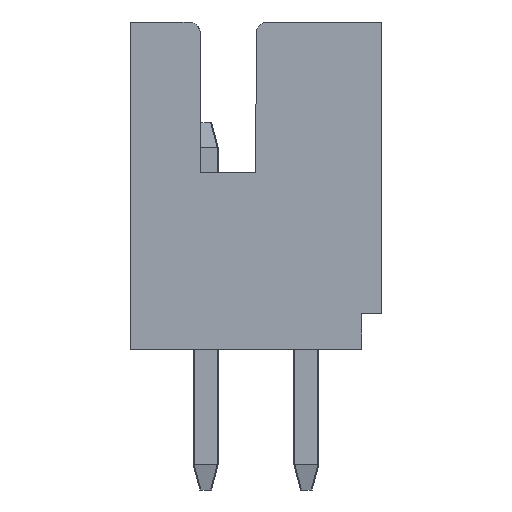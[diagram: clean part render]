
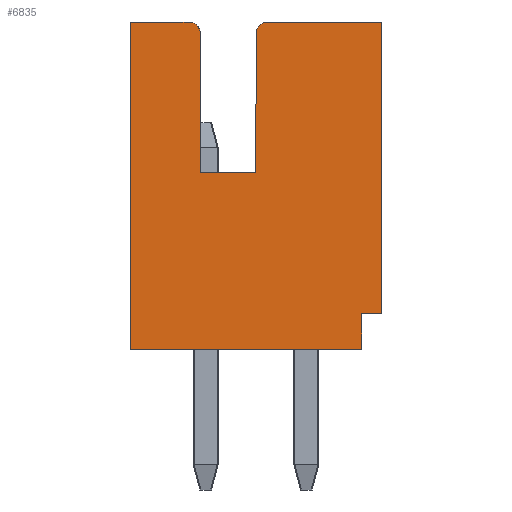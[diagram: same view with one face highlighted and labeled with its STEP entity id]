
A CAD part, left-side view. The second image highlights one B-rep face of the part: STEP entity #6835.
In plain terms, the highlighted planar face has unit normal (-1, 0, 0).
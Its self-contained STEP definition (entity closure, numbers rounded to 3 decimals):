
#105 = AXIS2_PLACEMENT_3D ( 'NONE', #833, #7605, #7513 ) ;
#153 = EDGE_CURVE ( 'NONE', #6724, #7332, #1756, .T. ) ;
#203 = CARTESIAN_POINT ( 'NONE',  ( -6., -2.1, 0.05 ) ) ;
#321 = VECTOR ( 'NONE', #9256, 1000. ) ;
#380 = PLANE ( 'NONE',  #8763 ) ;
#489 = VECTOR ( 'NONE', #8852, 1000. ) ;
#573 = EDGE_CURVE ( 'NONE', #4249, #9167, #6497, .T. ) ;
#664 = ORIENTED_EDGE ( 'NONE', *, *, #573, .F. ) ;
#735 = VERTEX_POINT ( 'NONE', #10465 ) ;
#833 = CARTESIAN_POINT ( 'NONE',  ( -6., 1.35, 6.3 ) ) ;
#922 = ORIENTED_EDGE ( 'NONE', *, *, #4283, .F. ) ;
#999 = VECTOR ( 'NONE', #6278, 1000. ) ;
#1058 = EDGE_CURVE ( 'NONE', #4249, #5948, #1091, .T. ) ;
#1091 = LINE ( 'NONE', #7925, #9987 ) ;
#1324 = CARTESIAN_POINT ( 'NONE',  ( -6., 0., 6.3 ) ) ;
#1629 = VERTEX_POINT ( 'NONE', #5770 ) ;
#1726 = ORIENTED_EDGE ( 'NONE', *, *, #6129, .F. ) ;
#1756 = CIRCLE ( 'NONE', #3021, 0.25 ) ;
#1887 = CARTESIAN_POINT ( 'NONE',  ( -6., -2.5, 6.55 ) ) ;
#1962 = VECTOR ( 'NONE', #3296, 1000. ) ;
#2114 = CARTESIAN_POINT ( 'NONE',  ( -6., 1.1, 3.55 ) ) ;
#2403 = VECTOR ( 'NONE', #7142, 1000. ) ;
#2447 = VECTOR ( 'NONE', #6143, 1000. ) ;
#2510 = LINE ( 'NONE', #5169, #321 ) ;
#2514 = CARTESIAN_POINT ( 'NONE',  ( -6., 1.1, 6.3 ) ) ;
#2632 = CARTESIAN_POINT ( 'NONE',  ( -6., 2.5, 6.55 ) ) ;
#2698 = CARTESIAN_POINT ( 'NONE',  ( -6., -2.5, 0.75 ) ) ;
#2851 = ORIENTED_EDGE ( 'NONE', *, *, #8583, .T. ) ;
#2869 = VECTOR ( 'NONE', #5502, 1000. ) ;
#3021 = AXIS2_PLACEMENT_3D ( 'NONE', #8393, #9280, #9589 ) ;
#3022 = EDGE_CURVE ( 'NONE', #10366, #735, #7319, .T. ) ;
#3094 = VERTEX_POINT ( 'NONE', #6320 ) ;
#3296 = DIRECTION ( 'NONE',  ( 0., -1., 0. ) ) ;
#3320 = LINE ( 'NONE', #203, #489 ) ;
#3351 = EDGE_CURVE ( 'NONE', #10212, #7941, #8770, .T. ) ;
#3467 = ORIENTED_EDGE ( 'NONE', *, *, #4694, .F. ) ;
#3755 = CARTESIAN_POINT ( 'NONE',  ( -6., 2.5, 6.55 ) ) ;
#3820 = LINE ( 'NONE', #9542, #5686 ) ;
#4026 = EDGE_CURVE ( 'NONE', #7332, #10212, #11024, .T. ) ;
#4074 = EDGE_CURVE ( 'NONE', #3094, #5948, #7351, .T. ) ;
#4249 = VERTEX_POINT ( 'NONE', #7456 ) ;
#4283 = EDGE_CURVE ( 'NONE', #6290, #10366, #2510, .T. ) ;
#4475 = ORIENTED_EDGE ( 'NONE', *, *, #4074, .F. ) ;
#4497 = DIRECTION ( 'NONE',  ( 0., 0., -1. ) ) ;
#4532 = DIRECTION ( 'NONE',  ( 0., 1., 0. ) ) ;
#4694 = EDGE_CURVE ( 'NONE', #9167, #6290, #6048, .T. ) ;
#5059 = ORIENTED_EDGE ( 'NONE', *, *, #4026, .F. ) ;
#5169 = CARTESIAN_POINT ( 'NONE',  ( -6., 1.1, 6.55 ) ) ;
#5189 = ORIENTED_EDGE ( 'NONE', *, *, #1058, .T. ) ;
#5502 = DIRECTION ( 'NONE',  ( 0., 1., 0. ) ) ;
#5686 = VECTOR ( 'NONE', #9664, 1000. ) ;
#5770 = CARTESIAN_POINT ( 'NONE',  ( -6., -2.1, 0.75 ) ) ;
#5948 = VERTEX_POINT ( 'NONE', #7580 ) ;
#6048 = CIRCLE ( 'NONE', #105, 0.25 ) ;
#6129 = EDGE_CURVE ( 'NONE', #735, #6724, #9667, .T. ) ;
#6143 = DIRECTION ( 'NONE',  ( 0., 0., -1. ) ) ;
#6278 = DIRECTION ( 'NONE',  ( 0., -1., 0. ) ) ;
#6290 = VERTEX_POINT ( 'NONE', #2514 ) ;
#6320 = CARTESIAN_POINT ( 'NONE',  ( -6., -2.1, 0.05 ) ) ;
#6497 = LINE ( 'NONE', #10091, #8892 ) ;
#6724 = VERTEX_POINT ( 'NONE', #1324 ) ;
#6835 = ADVANCED_FACE ( 'NONE', ( #10648 ), #380, .F. ) ;
#7039 = CARTESIAN_POINT ( 'NONE',  ( -6., -2.5, 6.55 ) ) ;
#7143 = ORIENTED_EDGE ( 'NONE', *, *, #3351, .F. ) ;
#7142 = DIRECTION ( 'NONE',  ( 0., 0., 1. ) ) ;
#7295 = CARTESIAN_POINT ( 'NONE',  ( -6., 0., 6.55 ) ) ;
#7319 = LINE ( 'NONE', #10689, #999 ) ;
#7327 = DIRECTION ( 'NONE',  ( 0., -1., 0. ) ) ;
#7332 = VERTEX_POINT ( 'NONE', #7475 ) ;
#7351 = LINE ( 'NONE', #8090, #2869 ) ;
#7456 = CARTESIAN_POINT ( 'NONE',  ( -6., 2.5, 6.55 ) ) ;
#7475 = CARTESIAN_POINT ( 'NONE',  ( -6., -0.25, 6.55 ) ) ;
#7513 = DIRECTION ( 'NONE',  ( 0., 0., 1. ) ) ;
#7580 = CARTESIAN_POINT ( 'NONE',  ( -6., 2.5, 0.05 ) ) ;
#7605 = DIRECTION ( 'NONE',  ( 1., 0., 0. ) ) ;
#7925 = CARTESIAN_POINT ( 'NONE',  ( -6., 2.5, 6.55 ) ) ;
#7941 = VERTEX_POINT ( 'NONE', #2698 ) ;
#8090 = CARTESIAN_POINT ( 'NONE',  ( -6., 2.5, 0.05 ) ) ;
#8277 = EDGE_CURVE ( 'NONE', #7941, #1629, #3820, .T. ) ;
#8393 = CARTESIAN_POINT ( 'NONE',  ( -6., -0.25, 6.3 ) ) ;
#8583 = EDGE_CURVE ( 'NONE', #3094, #1629, #3320, .T. ) ;
#8763 = AXIS2_PLACEMENT_3D ( 'NONE', #3755, #9703, #4532 ) ;
#8770 = LINE ( 'NONE', #7039, #2447 ) ;
#8852 = DIRECTION ( 'NONE',  ( 0., 0., 1. ) ) ;
#8892 = VECTOR ( 'NONE', #7327, 1000. ) ;
#9167 = VERTEX_POINT ( 'NONE', #9196 ) ;
#9179 = EDGE_LOOP ( 'NONE', ( #3467, #664, #5189, #4475, #2851, #10162, #7143, #5059, #10029, #1726, #9574, #922 ) ) ;
#9196 = CARTESIAN_POINT ( 'NONE',  ( -6., 1.35, 6.55 ) ) ;
#9256 = DIRECTION ( 'NONE',  ( 0., 0., -1. ) ) ;
#9280 = DIRECTION ( 'NONE',  ( 1., 0., 0. ) ) ;
#9542 = CARTESIAN_POINT ( 'NONE',  ( -6., 2.5, 0.75 ) ) ;
#9574 = ORIENTED_EDGE ( 'NONE', *, *, #3022, .F. ) ;
#9589 = DIRECTION ( 'NONE',  ( 0., 0., 1. ) ) ;
#9664 = DIRECTION ( 'NONE',  ( 0., 1., 0. ) ) ;
#9667 = LINE ( 'NONE', #7295, #2403 ) ;
#9703 = DIRECTION ( 'NONE',  ( 1., 0., 0. ) ) ;
#9987 = VECTOR ( 'NONE', #4497, 1000. ) ;
#10029 = ORIENTED_EDGE ( 'NONE', *, *, #153, .F. ) ;
#10091 = CARTESIAN_POINT ( 'NONE',  ( -6., 2.5, 6.55 ) ) ;
#10162 = ORIENTED_EDGE ( 'NONE', *, *, #8277, .F. ) ;
#10212 = VERTEX_POINT ( 'NONE', #1887 ) ;
#10366 = VERTEX_POINT ( 'NONE', #2114 ) ;
#10465 = CARTESIAN_POINT ( 'NONE',  ( -6., 0., 3.55 ) ) ;
#10648 = FACE_OUTER_BOUND ( 'NONE', #9179, .T. ) ;
#10689 = CARTESIAN_POINT ( 'NONE',  ( -6., 2.5, 3.55 ) ) ;
#11024 = LINE ( 'NONE', #2632, #1962 ) ;
